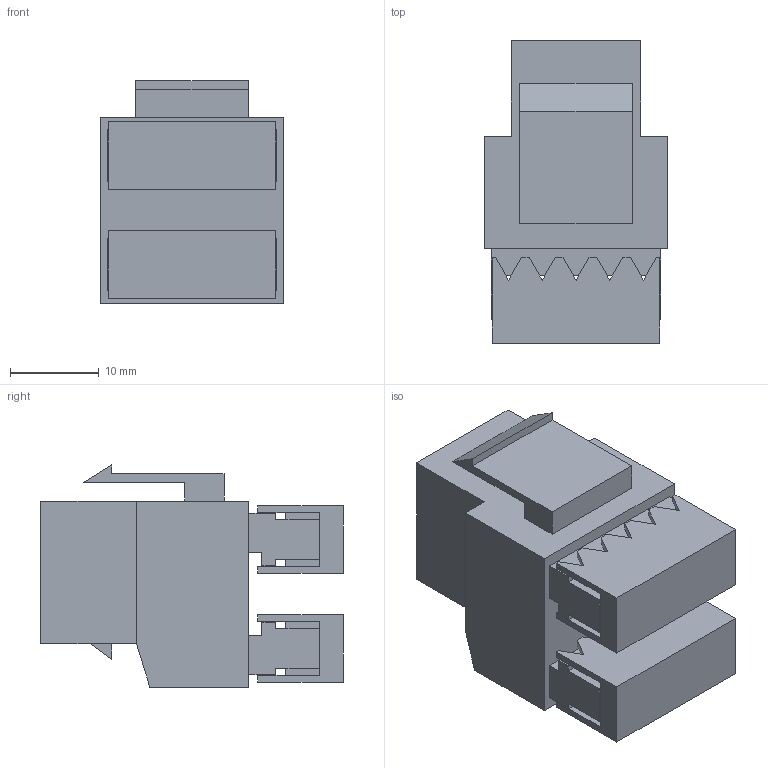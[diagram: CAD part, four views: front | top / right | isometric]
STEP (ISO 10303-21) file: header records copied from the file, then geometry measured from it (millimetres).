
FILE_DESCRIPTION (( 'STEP AP203' ), '1' );
FILE_NAME ('EC1107B-10C5.STEP', '2013-07-12T19:48:35', ( 'x' ), ( '' ), 'SwSTEP 2.0', 'SolidWorks 2012', '' );
FILE_SCHEMA (( 'CONFIG_CONTROL_DESIGN' ));
Length unit declared in the file: inch
Products named in the file (3): EC1107B-10C5; EC1107B-USOC-MA1
Assembly tree (3 placements, depth 2):
  EC1107B-10C5
    EC1107B-10C5
    EC1107B-USOC-MA1  x2
Bounding box: 20.7 x 34.15 x 25.08 mm (x, y, z)
Volume: 9884 mm3; surface area: 7191.7 mm2
Topology: 3 solids, 3 shells, 582 faces, 1631 edges, 1086 vertices
Faces by surface type: plane 514, bspline 68
Entity records: 19920 total; most frequent: CARTESIAN_POINT 7119, ORIENTED_EDGE 2794, DIRECTION 2141, EDGE_CURVE 1397, LINE 1261, VECTOR 1261, VERTEX_POINT 930, EDGE_LOOP 553
